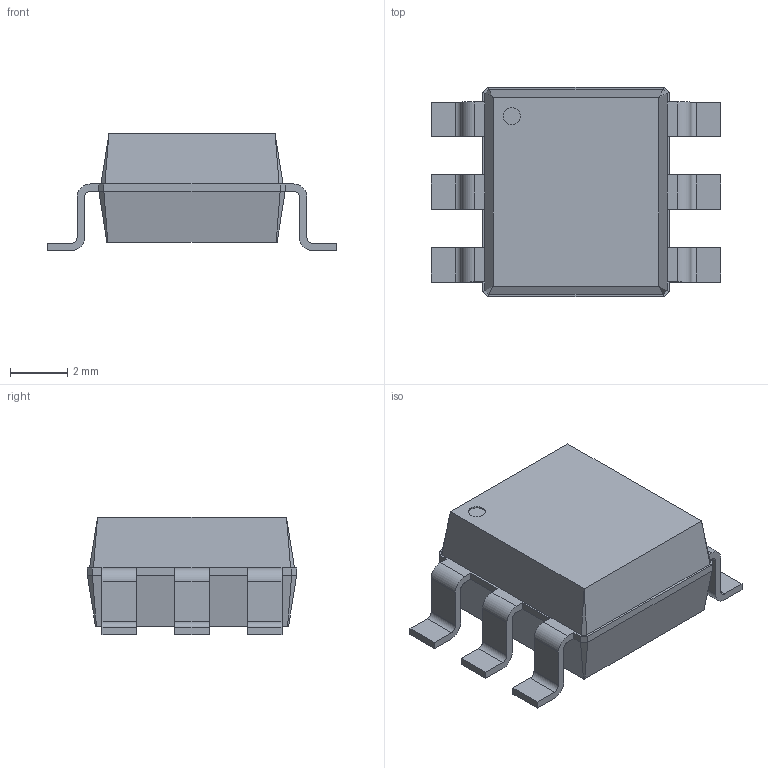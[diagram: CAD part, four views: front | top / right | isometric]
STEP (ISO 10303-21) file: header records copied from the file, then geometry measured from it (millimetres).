
FILE_DESCRIPTION(('FreeCAD Model'),'2;1');
FILE_NAME('SO-6_10x7.5mm_P2.54.step','2018-04-02T00:13:52',('Author'), (''),'Open CASCADE STEP processor 7.1','FreeCAD','Unknown');
FILE_SCHEMA(('AUTOMOTIVE_DESIGN_CC2 { 1 2 10303 214 -1 1 5 4 }'));
Length unit declared in the file: millimetre
Products named in the file (1): SO_6L_10x384mm_P254mm
Bounding box: 10.1 x 7.3 x 4.1 mm (x, y, z)
Volume: 170.1 mm3; surface area: 243.3 mm2
Topology: 1 solids, 1 shells, 130 faces, 329 edges, 202 vertices
Faces by surface type: plane 75, bspline 30, cylinder 25
Full cylindrical faces by diameter (mm): 0.6 x1
Entity records: 8994 total; most frequent: CARTESIAN_POINT 1664, DIRECTION 1117, LINE 789, VECTOR 789, ORIENTED_EDGE 658, PCURVE 658, DEFINITIONAL_REPRESENTATION 658, EDGE_CURVE 329
